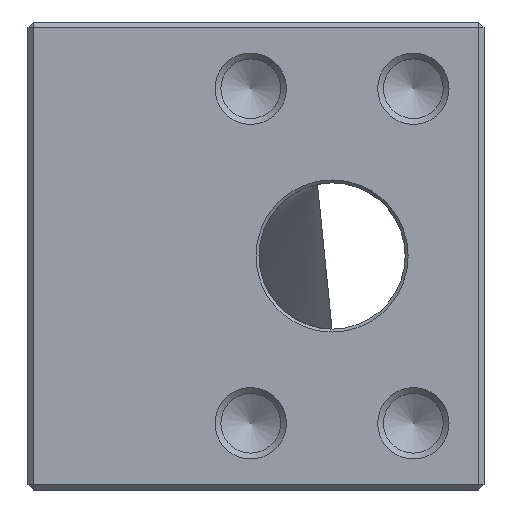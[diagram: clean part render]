
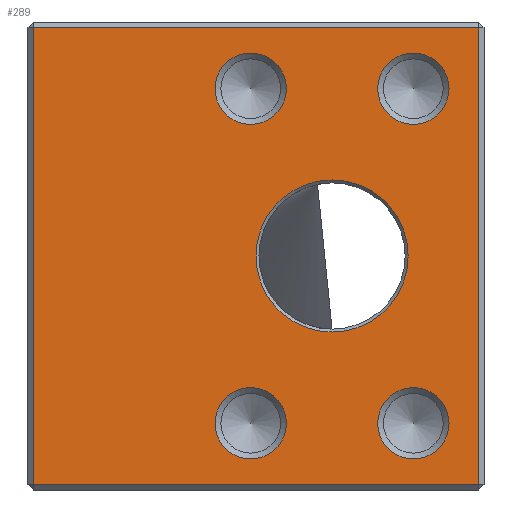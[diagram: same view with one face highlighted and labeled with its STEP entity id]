
A CAD part, left-side view. The second image highlights one B-rep face of the part: STEP entity #289.
In plain terms, the highlighted planar face has unit normal (-1, 0, 0).
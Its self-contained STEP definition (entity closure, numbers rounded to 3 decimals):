
#166=PLANE('',#992);
#192=LINE('',#1384,#240);
#193=LINE('',#1387,#241);
#194=LINE('',#1389,#242);
#195=LINE('',#1391,#243);
#240=VECTOR('',#1114,1.);
#241=VECTOR('',#1115,1.);
#242=VECTOR('',#1116,1.);
#243=VECTOR('',#1117,1.);
#289=ADVANCED_FACE('',(#373,#374,#375,#376,#377,#378),#166,.F.);
#373=FACE_BOUND('',#474,.T.);
#374=FACE_BOUND('',#475,.T.);
#375=FACE_BOUND('',#476,.T.);
#376=FACE_BOUND('',#477,.T.);
#377=FACE_BOUND('',#478,.T.);
#378=FACE_BOUND('',#479,.T.);
#474=EDGE_LOOP('',(#587));
#475=EDGE_LOOP('',(#588));
#476=EDGE_LOOP('',(#589));
#477=EDGE_LOOP('',(#590));
#478=EDGE_LOOP('',(#591));
#479=EDGE_LOOP('',(#592,#593,#594,#595));
#587=ORIENTED_EDGE('',*,*,#851,.T.);
#588=ORIENTED_EDGE('',*,*,#852,.T.);
#589=ORIENTED_EDGE('',*,*,#853,.T.);
#590=ORIENTED_EDGE('',*,*,#854,.T.);
#591=ORIENTED_EDGE('',*,*,#855,.T.);
#592=ORIENTED_EDGE('',*,*,#856,.T.);
#593=ORIENTED_EDGE('',*,*,#857,.T.);
#594=ORIENTED_EDGE('',*,*,#858,.T.);
#595=ORIENTED_EDGE('',*,*,#859,.T.);
#771=VERTEX_POINT('',#1375);
#772=VERTEX_POINT('',#1377);
#773=VERTEX_POINT('',#1379);
#774=VERTEX_POINT('',#1381);
#775=VERTEX_POINT('',#1383);
#776=VERTEX_POINT('',#1385);
#777=VERTEX_POINT('',#1386);
#778=VERTEX_POINT('',#1388);
#779=VERTEX_POINT('',#1390);
#851=EDGE_CURVE('',#771,#771,#941,.T.);
#852=EDGE_CURVE('',#772,#772,#942,.T.);
#853=EDGE_CURVE('',#773,#773,#943,.T.);
#854=EDGE_CURVE('',#774,#774,#944,.T.);
#855=EDGE_CURVE('',#775,#775,#945,.T.);
#856=EDGE_CURVE('',#776,#777,#192,.T.);
#857=EDGE_CURVE('',#777,#778,#193,.T.);
#858=EDGE_CURVE('',#778,#779,#194,.T.);
#859=EDGE_CURVE('',#779,#776,#195,.T.);
#941=CIRCLE('',#987,6.1);
#942=CIRCLE('',#988,6.1);
#943=CIRCLE('',#989,6.1);
#944=CIRCLE('',#990,6.1);
#945=CIRCLE('',#991,13.);
#987=AXIS2_PLACEMENT_3D('',#1374,#1104,#1105);
#988=AXIS2_PLACEMENT_3D('',#1376,#1106,#1107);
#989=AXIS2_PLACEMENT_3D('',#1378,#1108,#1109);
#990=AXIS2_PLACEMENT_3D('',#1380,#1110,#1111);
#991=AXIS2_PLACEMENT_3D('',#1382,#1112,#1113);
#992=AXIS2_PLACEMENT_3D('',#1392,#1118,#1119);
#1104=DIRECTION('',(1.,0.,0.));
#1105=DIRECTION('',(0.,0.,-1.));
#1106=DIRECTION('',(1.,0.,0.));
#1107=DIRECTION('',(0.,0.,-1.));
#1108=DIRECTION('',(1.,0.,0.));
#1109=DIRECTION('',(0.,0.,-1.));
#1110=DIRECTION('',(1.,0.,0.));
#1111=DIRECTION('',(0.,0.,-1.));
#1112=DIRECTION('',(1.,0.,0.));
#1113=DIRECTION('',(0.,0.,-1.));
#1114=DIRECTION('',(0.,0.,-1.));
#1115=DIRECTION('',(0.,-1.,0.));
#1116=DIRECTION('',(0.,0.,1.));
#1117=DIRECTION('',(0.,1.,0.));
#1118=DIRECTION('',(1.,0.,0.));
#1119=DIRECTION('',(0.,0.,-1.));
#1374=CARTESIAN_POINT('',(0.,0.9,28.6));
#1375=CARTESIAN_POINT('',(0.,0.9,22.5));
#1376=CARTESIAN_POINT('',(0.,-26.9,28.6));
#1377=CARTESIAN_POINT('',(0.,-26.9,22.5));
#1378=CARTESIAN_POINT('',(0.,-26.9,-28.6));
#1379=CARTESIAN_POINT('',(0.,-26.9,-34.7));
#1380=CARTESIAN_POINT('',(0.,0.9,-28.6));
#1381=CARTESIAN_POINT('',(0.,0.9,-34.7));
#1382=CARTESIAN_POINT('',(0.,-13.,0.));
#1383=CARTESIAN_POINT('',(0.,-13.,-13.));
#1384=CARTESIAN_POINT('',(0.,38.,0.));
#1385=CARTESIAN_POINT('',(0.,38.,39.));
#1386=CARTESIAN_POINT('',(0.,38.,-39.));
#1387=CARTESIAN_POINT('',(0.,0.,-39.));
#1388=CARTESIAN_POINT('',(0.,-38.,-39.));
#1389=CARTESIAN_POINT('',(0.,-38.,0.));
#1390=CARTESIAN_POINT('',(0.,-38.,39.));
#1391=CARTESIAN_POINT('',(0.,0.,39.));
#1392=CARTESIAN_POINT('',(0.,0.,0.));
